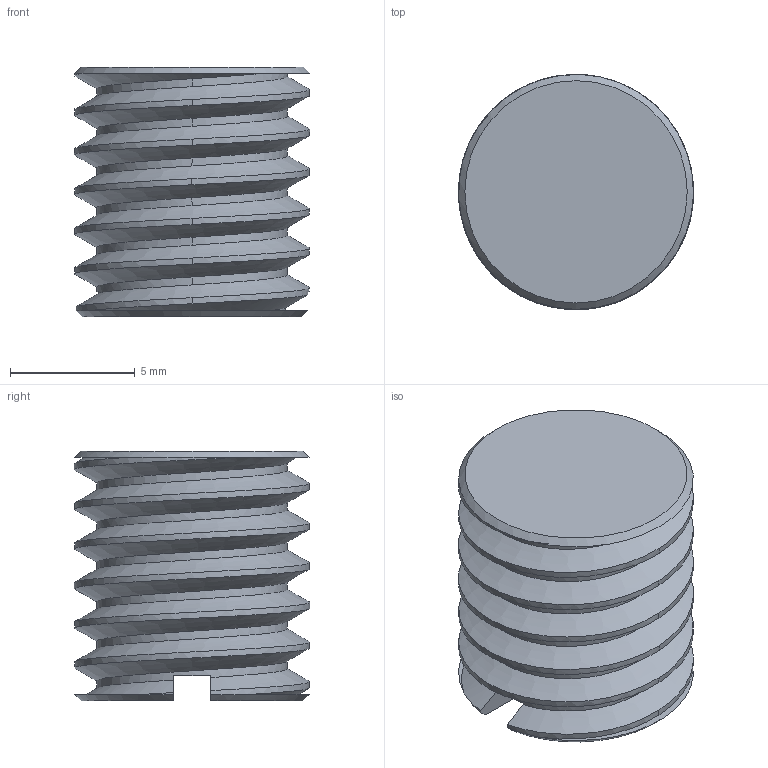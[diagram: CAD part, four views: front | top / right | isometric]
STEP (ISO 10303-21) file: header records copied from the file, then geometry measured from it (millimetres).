
FILE_DESCRIPTION(/* description */ (''),/* implementation_level */ '2;1');
FILE_NAME(/* name */ 'handle_lock_screw v10.step',/* time_stamp */ '2024-08-31T10:59:00+02:00',/* author */ (''),/* organization */ (''),/* preprocessor_version */ 'ST-DEVELOPER v20',/* originating_system */ 'Autodesk Translation Framework v13.14.0.145',/* authorisation */ '');
FILE_SCHEMA (('AUTOMOTIVE_DESIGN { 1 0 10303 214 3 1 1 }'));
Length unit declared in the file: millimetre
Products named in the file (1): handle_lock_screw
Bounding box: 9.42 x 9.42 x 10 mm (x, y, z)
Volume: 559.4 mm3; surface area: 597.8 mm2
Topology: 1 solids, 1 shells, 32 faces, 86 edges, 56 vertices
Faces by surface type: cylinder 16, plane 9, bspline 4, cone 3
Full cylindrical faces by diameter (mm): 7.633 x3, 9.406 x3
Entity records: 2144 total; most frequent: CARTESIAN_POINT 1397, ORIENTED_EDGE 172, DIRECTION 115, EDGE_CURVE 86, VERTEX_POINT 56, AXIS2_PLACEMENT_3D 44, B_SPLINE_CURVE_WITH_KNOTS 40, FACE_OUTER_BOUND 32
